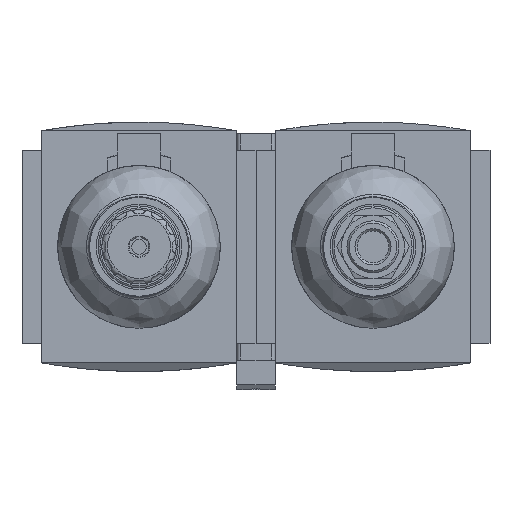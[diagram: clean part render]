
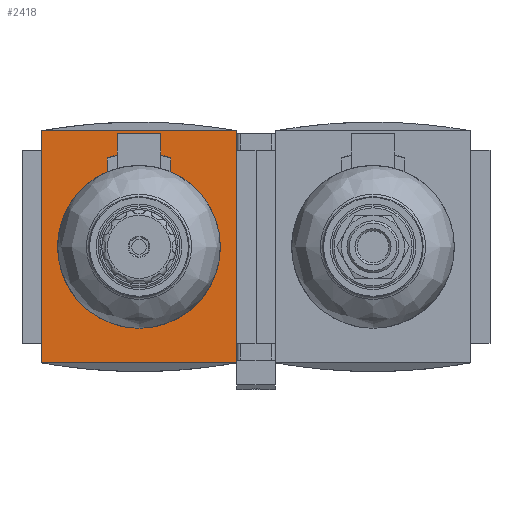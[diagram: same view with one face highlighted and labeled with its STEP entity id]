
A CAD part, front view. The second image highlights one B-rep face of the part: STEP entity #2418.
In plain terms, the highlighted planar face has unit normal (0, -1, 0).
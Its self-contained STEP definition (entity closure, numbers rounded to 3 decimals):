
#2418 = ADVANCED_FACE( '', ( #5242 ), #5243, .F. );
#5242 = FACE_OUTER_BOUND( '', #8600, .T. );
#5243 = PLANE( '', #8601 );
#8600 = EDGE_LOOP( '', ( #15414, #15415, #15416, #15417 ) );
#8601 = AXIS2_PLACEMENT_3D( '', #15418, #15419, #15420 );
#15414 = ORIENTED_EDGE( '', *, *, #20738, .F. );
#15415 = ORIENTED_EDGE( '', *, *, #20896, .T. );
#15416 = ORIENTED_EDGE( '', *, *, #21895, .F. );
#15417 = ORIENTED_EDGE( '', *, *, #22127, .T. );
#15418 = CARTESIAN_POINT( '', ( 0., -37.5, 116.435 ) );
#15419 = DIRECTION( '', ( 0., 1., 0. ) );
#15420 = DIRECTION( '', ( 0., 0., 1. ) );
#20738 = EDGE_CURVE( '', #25354, #25355, #25356, .T. );
#20896 = EDGE_CURVE( '', #25354, #25600, #25601, .T. );
#21895 = EDGE_CURVE( '', #27078, #25600, #27079, .T. );
#22127 = EDGE_CURVE( '', #27078, #25355, #27378, .T. );
#25354 = VERTEX_POINT( '', #32075 );
#25355 = VERTEX_POINT( '', #32076 );
#25356 = LINE( '', #32077, #32078 );
#25600 = VERTEX_POINT( '', #32455 );
#25601 = LINE( '', #32456, #32457 );
#27078 = VERTEX_POINT( '', #35441 );
#27079 = LINE( '', #35442, #35443 );
#27378 = LINE( '', #35938, #35939 );
#32075 = CARTESIAN_POINT( '', ( -26.25, -37.5, -31.25 ) );
#32076 = CARTESIAN_POINT( '', ( -26.25, -37.5, 31.25 ) );
#32077 = CARTESIAN_POINT( '', ( -26.25, -37.5, -31.25 ) );
#32078 = VECTOR( '', #39241, 1000. );
#32455 = CARTESIAN_POINT( '', ( 26.25, -37.5, -31.25 ) );
#32456 = CARTESIAN_POINT( '', ( 0., -37.5, -31.25 ) );
#32457 = VECTOR( '', #39413, 1000. );
#35441 = CARTESIAN_POINT( '', ( 26.25, -37.5, 31.25 ) );
#35442 = CARTESIAN_POINT( '', ( 26.25, -37.5, 31.25 ) );
#35443 = VECTOR( '', #40516, 1000. );
#35938 = CARTESIAN_POINT( '', ( 0., -37.5, 31.25 ) );
#35939 = VECTOR( '', #40747, 1000. );
#39241 = DIRECTION( '', ( 0., 0., 1. ) );
#39413 = DIRECTION( '', ( 1., 0., 0. ) );
#40516 = DIRECTION( '', ( 0., 0., -1. ) );
#40747 = DIRECTION( '', ( -1., 0., 0. ) );
